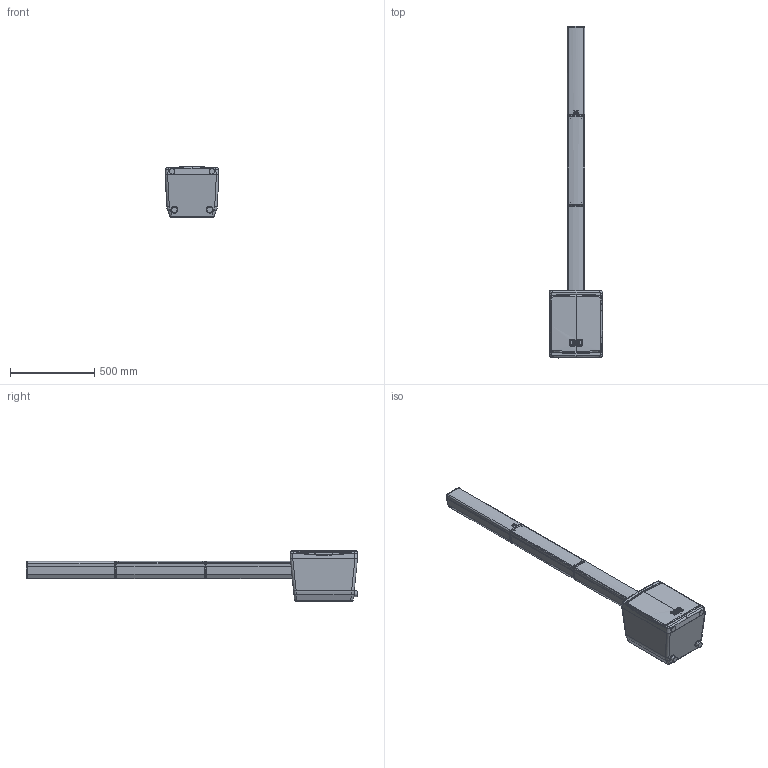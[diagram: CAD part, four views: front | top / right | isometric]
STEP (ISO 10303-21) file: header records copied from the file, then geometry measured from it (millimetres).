
FILE_DESCRIPTION (( 'STEP AP214' ), '1' );
FILE_NAME ('Tensor-SOLO.STEP', '2023-08-15T08:29:26', ( '' ), ( '' ), 'SwSTEP 2.0', 'SolidWorks 2023', '' );
FILE_SCHEMA (( 'AUTOMOTIVE_DESIGN' ));
Length unit declared in the file: millimetre
Products named in the file (1): Tensor-SOLO
Bounding box: 320 x 1974.71 x 300.5 mm (x, y, z)
Surface area: 2127709.8 mm2 (no closed solid volume)
Topology: 0 solids, 98 shells, 7621 faces, 20355 edges, 13071 vertices
Faces by surface type: plane 3009, cylinder 1703, bspline 1513, torus 792, cone 495, sphere 109
Entity records: 398448 total; most frequent: CARTESIAN_POINT 224982, ORIENTED_EDGE 40412, DIRECTION 28999, EDGE_CURVE 20226, VERTEX_POINT 13033, AXIS2_PLACEMENT_3D 10304, VECTOR 8391, LINE 8391
